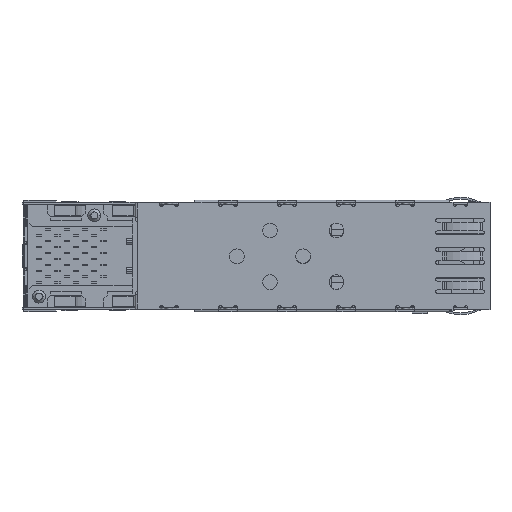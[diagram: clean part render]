
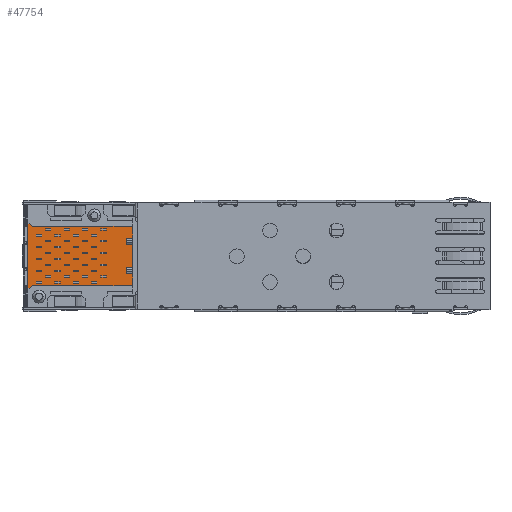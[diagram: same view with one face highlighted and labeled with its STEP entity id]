
A CAD part, front view. The second image highlights one B-rep face of the part: STEP entity #47754.
In plain terms, the highlighted planar face has unit normal (0, -1, 0).
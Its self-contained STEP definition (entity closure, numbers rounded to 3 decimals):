
#8318=DIRECTION('',(0.,0.,-1.));
#8319=VECTOR('',#8318,8.9);
#8320=CARTESIAN_POINT('',(0.8,3.6,-4.6));
#8321=LINE('',#8320,#8319);
#9004=DIRECTION('',(-1.,0.,0.));
#9005=VECTOR('',#9004,0.82);
#9006=CARTESIAN_POINT('',(15.,3.6,-6.65));
#9007=LINE('',#9006,#9005);
#9008=DIRECTION('',(0.,0.,-1.));
#9009=VECTOR('',#9008,0.8);
#9010=CARTESIAN_POINT('',(14.18,3.6,-6.65));
#9011=LINE('',#9010,#9009);
#9012=DIRECTION('',(1.,0.,0.));
#9013=VECTOR('',#9012,0.82);
#9014=CARTESIAN_POINT('',(14.18,3.6,-7.45));
#9015=LINE('',#9014,#9013);
#9016=DIRECTION('',(0.,0.,-1.));
#9017=VECTOR('',#9016,3.2);
#9018=CARTESIAN_POINT('',(15.,3.6,-7.45));
#9019=LINE('',#9018,#9017);
#9020=DIRECTION('',(-1.,0.,0.));
#9021=VECTOR('',#9020,0.82);
#9022=CARTESIAN_POINT('',(15.,3.6,-10.65));
#9023=LINE('',#9022,#9021);
#9024=DIRECTION('',(0.,0.,-1.));
#9025=VECTOR('',#9024,0.8);
#9026=CARTESIAN_POINT('',(14.18,3.6,-10.65));
#9027=LINE('',#9026,#9025);
#9028=DIRECTION('',(1.,0.,0.));
#9029=VECTOR('',#9028,0.82);
#9030=CARTESIAN_POINT('',(14.18,3.6,-11.45));
#9031=LINE('',#9030,#9029);
#9032=DIRECTION('',(0.,0.,-1.));
#9033=VECTOR('',#9032,1.62);
#9034=CARTESIAN_POINT('',(15.,3.6,-11.45));
#9035=LINE('',#9034,#9033);
#9036=DIRECTION('',(-1.,0.,0.));
#9037=VECTOR('',#9036,2.52);
#9038=CARTESIAN_POINT('',(15.,3.6,-13.07));
#9039=LINE('',#9038,#9037);
#9040=DIRECTION('',(-0.998,0.,-0.06));
#9041=VECTOR('',#9040,0.501);
#9042=CARTESIAN_POINT('',(12.48,3.6,-13.07));
#9043=LINE('',#9042,#9041);
#9044=DIRECTION('',(-1.,0.,0.));
#9045=VECTOR('',#9044,10.58);
#9046=CARTESIAN_POINT('',(11.98,3.6,-13.1));
#9047=LINE('',#9046,#9045);
#9048=DIRECTION('',(-0.832,0.,-0.555));
#9049=VECTOR('',#9048,0.721);
#9050=CARTESIAN_POINT('',(1.4,3.6,-13.1));
#9051=LINE('',#9050,#9049);
#9052=DIRECTION('',(0.832,0.,-0.555));
#9053=VECTOR('',#9052,0.721);
#9054=CARTESIAN_POINT('',(0.8,3.6,-4.6));
#9055=LINE('',#9054,#9053);
#9056=DIRECTION('',(1.,0.,0.));
#9057=VECTOR('',#9056,10.58);
#9058=CARTESIAN_POINT('',(1.4,3.6,-5.));
#9059=LINE('',#9058,#9057);
#9060=DIRECTION('',(0.998,0.,-0.06));
#9061=VECTOR('',#9060,0.501);
#9062=CARTESIAN_POINT('',(11.98,3.6,-5.));
#9063=LINE('',#9062,#9061);
#9064=DIRECTION('',(1.,0.,0.));
#9065=VECTOR('',#9064,2.52);
#9066=CARTESIAN_POINT('',(12.48,3.6,-5.03));
#9067=LINE('',#9066,#9065);
#9068=DIRECTION('',(0.,0.,-1.));
#9069=VECTOR('',#9068,1.62);
#9070=CARTESIAN_POINT('',(15.,3.6,-5.03));
#9071=LINE('',#9070,#9069);
#27663=CARTESIAN_POINT('',(15.,3.6,-13.07));
#27664=VERTEX_POINT('',#27663);
#27665=CARTESIAN_POINT('',(15.,3.6,-11.45));
#27666=VERTEX_POINT('',#27665);
#27675=CARTESIAN_POINT('',(15.,3.6,-10.65));
#27676=VERTEX_POINT('',#27675);
#27677=CARTESIAN_POINT('',(15.,3.6,-7.45));
#27678=VERTEX_POINT('',#27677);
#27687=CARTESIAN_POINT('',(15.,3.6,-6.65));
#27688=VERTEX_POINT('',#27687);
#27689=CARTESIAN_POINT('',(15.,3.6,-5.03));
#27690=VERTEX_POINT('',#27689);
#28849=CARTESIAN_POINT('',(0.8,3.6,-4.6));
#28850=VERTEX_POINT('',#28849);
#28851=CARTESIAN_POINT('',(0.8,3.6,-13.5));
#28852=VERTEX_POINT('',#28851);
#28873=CARTESIAN_POINT('',(1.4,3.6,-5.));
#28874=VERTEX_POINT('',#28873);
#28875=CARTESIAN_POINT('',(14.18,3.6,-6.65));
#28876=VERTEX_POINT('',#28875);
#28877=CARTESIAN_POINT('',(14.18,3.6,-7.45));
#28878=VERTEX_POINT('',#28877);
#28879=CARTESIAN_POINT('',(14.18,3.6,-10.65));
#28880=VERTEX_POINT('',#28879);
#28881=CARTESIAN_POINT('',(14.18,3.6,-11.45));
#28882=VERTEX_POINT('',#28881);
#28883=CARTESIAN_POINT('',(12.48,3.6,-13.07));
#28884=VERTEX_POINT('',#28883);
#28885=CARTESIAN_POINT('',(11.98,3.6,-13.1));
#28886=VERTEX_POINT('',#28885);
#28887=CARTESIAN_POINT('',(1.4,3.6,-13.1));
#28888=VERTEX_POINT('',#28887);
#28889=CARTESIAN_POINT('',(11.98,3.6,-5.));
#28890=VERTEX_POINT('',#28889);
#28891=CARTESIAN_POINT('',(12.48,3.6,-5.03));
#28892=VERTEX_POINT('',#28891);
#47716=CARTESIAN_POINT('',(7.9,3.6,-9.05));
#47717=DIRECTION('',(0.,1.,0.));
#47718=DIRECTION('',(1.,0.,0.));
#47719=AXIS2_PLACEMENT_3D('',#47716,#47717,#47718);
#47720=PLANE('',#47719);
#47722=ORIENTED_EDGE('',*,*,#47721,.T.);
#47724=ORIENTED_EDGE('',*,*,#47723,.T.);
#47726=ORIENTED_EDGE('',*,*,#47725,.T.);
#47727=ORIENTED_EDGE('',*,*,#37475,.T.);
#47729=ORIENTED_EDGE('',*,*,#47728,.T.);
#47731=ORIENTED_EDGE('',*,*,#47730,.T.);
#47733=ORIENTED_EDGE('',*,*,#47732,.T.);
#47734=ORIENTED_EDGE('',*,*,#37463,.T.);
#47736=ORIENTED_EDGE('',*,*,#47735,.T.);
#47738=ORIENTED_EDGE('',*,*,#47737,.T.);
#47740=ORIENTED_EDGE('',*,*,#47739,.T.);
#47741=ORIENTED_EDGE('',*,*,#47707,.T.);
#47742=ORIENTED_EDGE('',*,*,#47020,.F.);
#47744=ORIENTED_EDGE('',*,*,#47743,.T.);
#47746=ORIENTED_EDGE('',*,*,#47745,.T.);
#47748=ORIENTED_EDGE('',*,*,#47747,.T.);
#47750=ORIENTED_EDGE('',*,*,#47749,.T.);
#47751=ORIENTED_EDGE('',*,*,#37487,.T.);
#47752=EDGE_LOOP('',(#47722,#47724,#47726,#47727,#47729,#47731,#47733,#47734,
#47736,#47738,#47740,#47741,#47742,#47744,#47746,#47748,#47750,#47751));
#47753=FACE_OUTER_BOUND('',#47752,.F.);
#47754=ADVANCED_FACE('',(#47753),#47720,.F.);
#37463=EDGE_CURVE('',#27666,#27664,#9035,.T.);
#37475=EDGE_CURVE('',#27678,#27676,#9019,.T.);
#37487=EDGE_CURVE('',#27690,#27688,#9071,.T.);
#47020=EDGE_CURVE('',#28850,#28852,#8321,.T.);
#47707=EDGE_CURVE('',#28888,#28852,#9051,.T.);
#47721=EDGE_CURVE('',#27688,#28876,#9007,.T.);
#47723=EDGE_CURVE('',#28876,#28878,#9011,.T.);
#47725=EDGE_CURVE('',#28878,#27678,#9015,.T.);
#47728=EDGE_CURVE('',#27676,#28880,#9023,.T.);
#47730=EDGE_CURVE('',#28880,#28882,#9027,.T.);
#47732=EDGE_CURVE('',#28882,#27666,#9031,.T.);
#47735=EDGE_CURVE('',#27664,#28884,#9039,.T.);
#47737=EDGE_CURVE('',#28884,#28886,#9043,.T.);
#47739=EDGE_CURVE('',#28886,#28888,#9047,.T.);
#47743=EDGE_CURVE('',#28850,#28874,#9055,.T.);
#47745=EDGE_CURVE('',#28874,#28890,#9059,.T.);
#47747=EDGE_CURVE('',#28890,#28892,#9063,.T.);
#47749=EDGE_CURVE('',#28892,#27690,#9067,.T.);
